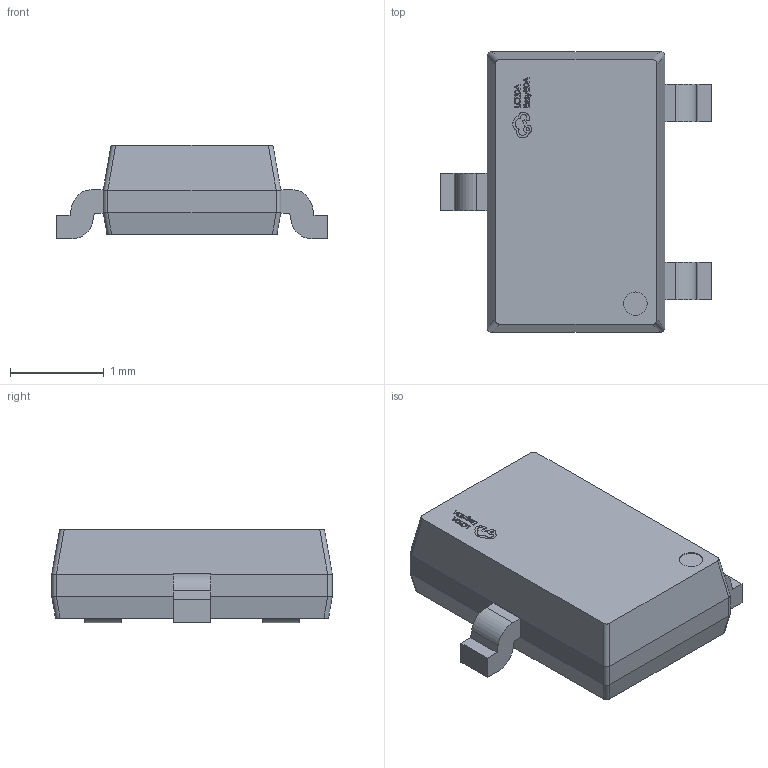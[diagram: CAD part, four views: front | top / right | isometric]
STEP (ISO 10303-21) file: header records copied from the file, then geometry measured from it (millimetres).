
FILE_DESCRIPTION (( 'STEP AP214' ), '1' );
FILE_NAME ('SOT-23W_L3.0-W1.9-P1.90-LS2.9-BR.step', '2022-07-26T11:08:11', ( '' ), ( '' ), 'SwSTEP 2.0', 'SolidWorks 2020', '' );
FILE_SCHEMA (( 'AUTOMOTIVE_DESIGN' ));
Length unit declared in the file: millimetre
Products named in the file (1): SOT-23W_L3.0-W1.9-P1.90-LS2.9-BR
Bounding box: 2.9 x 3 x 1 mm (x, y, z)
Volume: 5.4 mm3; surface area: 22.7 mm2
Topology: 17 solids, 17 shells, 355 faces, 939 edges, 626 vertices
Faces by surface type: plane 223, bspline 112, cylinder 20
Entity records: 16188 total; most frequent: CARTESIAN_POINT 4121, ORIENTED_EDGE 1878, DIRECTION 1183, EDGE_CURVE 939, VECTOR 663, LINE 663, VERTEX_POINT 626, EDGE_LOOP 375
